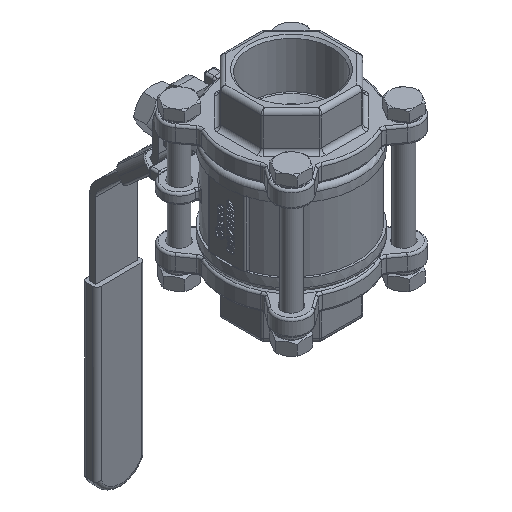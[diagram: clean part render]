
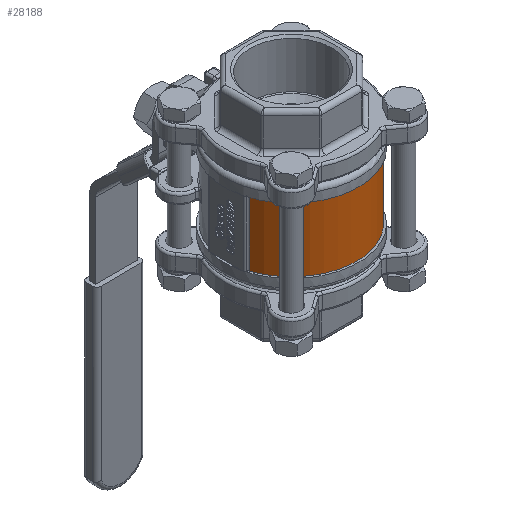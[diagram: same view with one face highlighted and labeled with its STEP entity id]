
A CAD part, isometric view. The second image highlights one B-rep face of the part: STEP entity #28188.
In plain terms, the highlighted cylindrical face has radius 31 mm (diameter 62 mm), a partial arc.
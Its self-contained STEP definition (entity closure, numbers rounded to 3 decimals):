
#1827=CYLINDRICAL_SURFACE('',#30225,31.);
#3304=LINE('',#44327,#5287);
#3306=LINE('',#44342,#5289);
#5287=VECTOR('',#34178,31.);
#5289=VECTOR('',#34196,31.);
#7710=FACE_OUTER_BOUND('',#9464,.T.);
#9464=EDGE_LOOP('',(#24345,#24346,#24347,#24348));
#10136=CIRCLE('',#29629,31.);
#10138=CIRCLE('',#29633,31.);
#11838=VERTEX_POINT('',#44324);
#11839=VERTEX_POINT('',#44326);
#11842=VERTEX_POINT('',#44334);
#11844=VERTEX_POINT('',#44340);
#15092=EDGE_CURVE('',#11838,#11839,#3304,.T.);
#15097=EDGE_CURVE('',#11842,#11838,#10136,.T.);
#15100=EDGE_CURVE('',#11844,#11842,#3306,.T.);
#15101=EDGE_CURVE('',#11839,#11844,#10138,.T.);
#24345=ORIENTED_EDGE('',*,*,#15092,.F.);
#24346=ORIENTED_EDGE('',*,*,#15097,.F.);
#24347=ORIENTED_EDGE('',*,*,#15100,.F.);
#24348=ORIENTED_EDGE('',*,*,#15101,.F.);
#28188=ADVANCED_FACE('',(#7710),#1827,.T.);
#29629=AXIS2_PLACEMENT_3D('',#44336,#34189,#34190);
#29633=AXIS2_PLACEMENT_3D('',#44344,#34199,#34200);
#30225=AXIS2_PLACEMENT_3D('',#52512,#36236,#36237);
#34178=DIRECTION('',(0.,0.,-1.));
#34189=DIRECTION('center_axis',(0.,0.,1.));
#34190=DIRECTION('ref_axis',(-1.,0.,0.));
#34196=DIRECTION('',(0.,0.,1.));
#34199=DIRECTION('center_axis',(0.,0.,-1.));
#34200=DIRECTION('ref_axis',(1.,0.,0.));
#36236=DIRECTION('center_axis',(0.,0.,1.));
#36237=DIRECTION('ref_axis',(0.833,-0.553,0.));
#44324=CARTESIAN_POINT('',(29.447,-9.688,15.5));
#44326=CARTESIAN_POINT('',(29.447,-9.688,-15.5));
#44327=CARTESIAN_POINT('',(29.447,-9.688,0.));
#44334=CARTESIAN_POINT('',(-29.461,-9.646,15.5));
#44336=CARTESIAN_POINT('Origin',(0.,0.,15.5));
#44340=CARTESIAN_POINT('',(-29.461,-9.646,-15.5));
#44342=CARTESIAN_POINT('',(-29.461,-9.646,0.));
#44344=CARTESIAN_POINT('Origin',(0.,0.,-15.5));
#52512=CARTESIAN_POINT('Origin',(0.,0.,0.));
